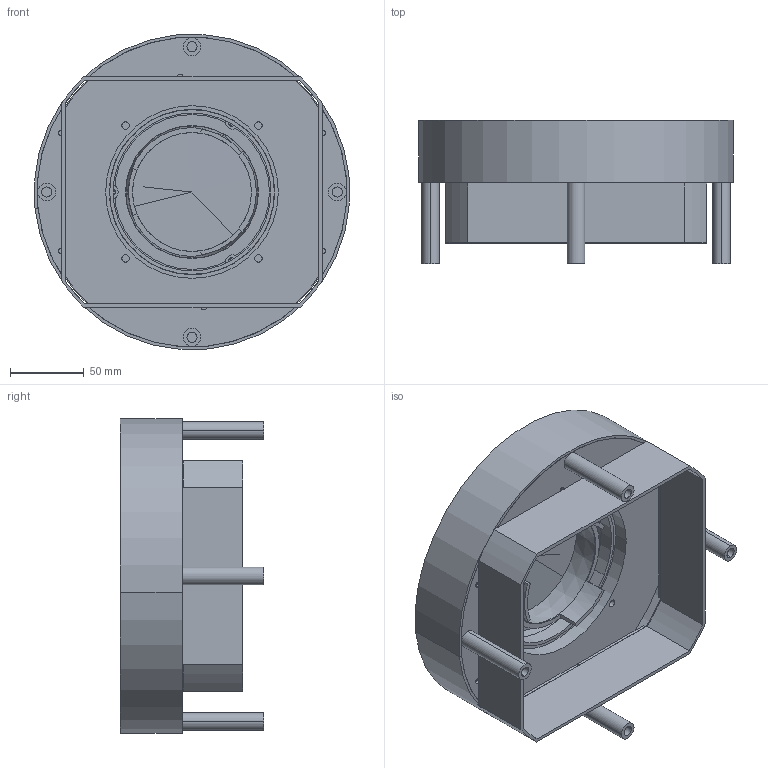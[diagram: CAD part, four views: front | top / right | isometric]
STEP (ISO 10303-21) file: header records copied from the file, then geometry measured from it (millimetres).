
FILE_DESCRIPTION((''),'2;1');
FILE_NAME('T-00970_ASM','2022-10-19T07:26:41',('letterg'),(''),'CREO PARAMETRIC BY PTC INC, 2022024','CREO PARAMETRIC BY PTC INC, 2022024','');
FILE_SCHEMA(('AUTOMOTIVE_DESIGN { 1 0 10303 214 1 1 1 1 }'));
Length unit declared in the file: millimetre
Products named in the file (19): T-00671; T-00672; T-00673; T-00677; T-00756_ASM; U09001; T-00595; T-00840_ASM; T-00664; T-00666; T-00749_ASM; T-00721GEN; T-00720GEN; T-G00076; T-00791GEN_ASM; T-00722S; T-00678; T-00899_ASM; T-00970_ASM
Assembly tree (22 placements, depth 4):
  T-00970_ASM
    T-00840_ASM
      T-00756_ASM
        T-00671
        T-00672
        T-00673  x2
        T-00677
      U09001  x4
      T-00595
    T-00899_ASM
      T-00749_ASM
        T-00664
        T-00666
      T-00791GEN_ASM
        T-00721GEN
        T-00720GEN
        T-G00076
      T-00722S
      T-00678
Bounding box: 213.48 x 97 x 213.48 mm (x, y, z)
Volume: 544916.4 mm3; surface area: 363070.1 mm2
Topology: 17 solids, 17 shells, 254 faces, 595 edges, 387 vertices
Faces by surface type: cylinder 129, plane 115, cone 10
Full cylindrical faces by diameter (mm): 210 x1, 214 x1
Entity records: 7794 total; most frequent: DIRECTION 1218, CARTESIAN_POINT 1107, ORIENTED_EDGE 958, EDGE_CURVE 479, AXIS2_PLACEMENT_3D 476, VERTEX_POINT 311, VECTOR 266, LINE 266
